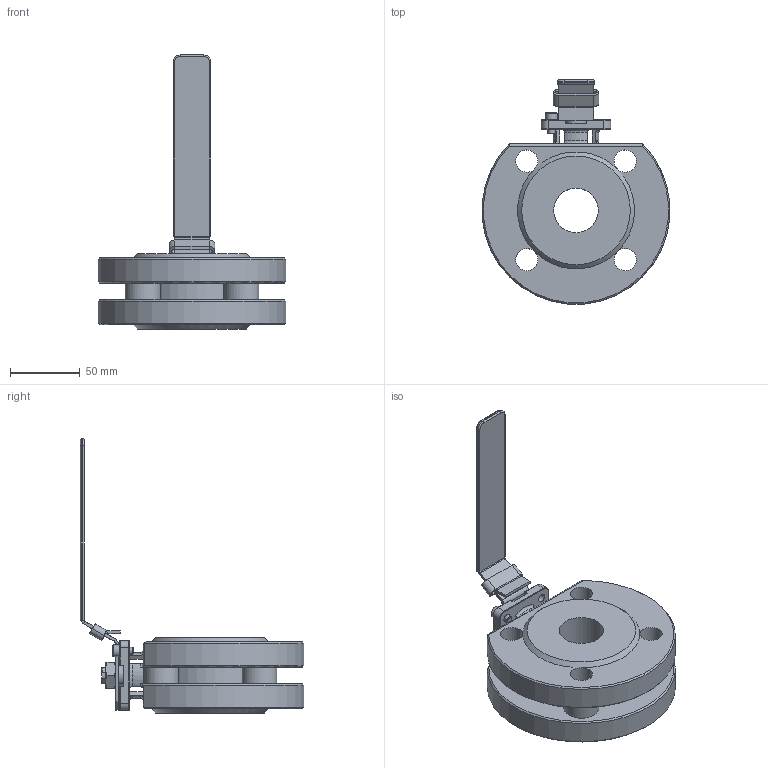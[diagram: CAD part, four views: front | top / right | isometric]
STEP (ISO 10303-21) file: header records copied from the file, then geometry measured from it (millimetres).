
FILE_DESCRIPTION(/* description */ (''),/* implementation_level */ '2;1');
FILE_NAME(/* name */ 'DN32_3D_STEP.stp',/* time_stamp */ '2024-01-17T13:21:57+03:00',/* author */ ('igorr'),/* organization */ (''),/* preprocessor_version */ 'ST-DEVELOPER v19.2',/* originating_system */ 'Autodesk Inventor 2023',/* authorisation */ '');
FILE_SCHEMA (('AUTOMOTIVE_DESIGN { 1 0 10303 214 3 1 1 }'));
Length unit declared in the file: millimetre
Products named in the file (5): Сборка; Деталь1; Деталь6; AS 1420 - 1973 - M5 x 10; BS 3692 - M12
Assembly tree (4 placements, depth 2):
  Сборка
    Деталь1
    Деталь6
    AS 1420 - 1973 - M5 x 10
    BS 3692 - M12
Bounding box: 134.54 x 160.67 x 196.75 mm (x, y, z)
Volume: 531630.8 mm3; surface area: 96821.5 mm2
Topology: 5 solids, 5 shells, 317 faces, 836 edges, 517 vertices
Faces by surface type: plane 170, cylinder 78, torus 24, bspline 23, cone 22
Full cylindrical faces by diameter (mm): 5 x2, 6 x4, 8.5 x1, 10.106 x1, 12 x1, 15 x1, 16 x5, 25 x4, 27 x1, 32 x1
Entity records: 10450 total; most frequent: CARTESIAN_POINT 2196, ORIENTED_EDGE 1670, DIRECTION 1611, EDGE_CURVE 835, AXIS2_PLACEMENT_3D 571, VERTEX_POINT 517, LINE 469, VECTOR 469
